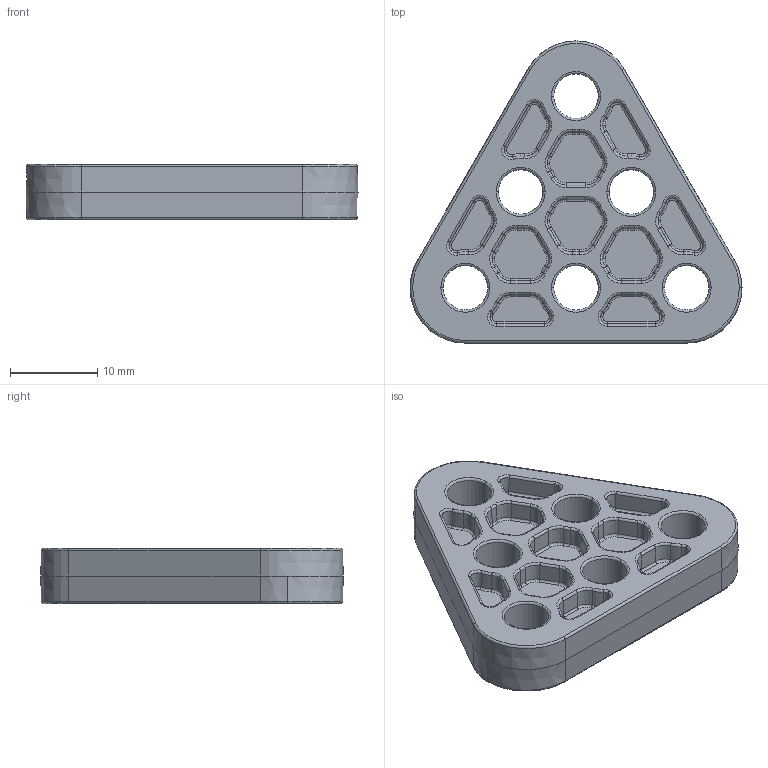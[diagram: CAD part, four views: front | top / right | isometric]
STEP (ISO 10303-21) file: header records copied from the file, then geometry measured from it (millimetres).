
FILE_DESCRIPTION (( 'STEP AP203' ), '1' );
FILE_NAME ('am-5010_060 RoBits Angle Gusset (60°).STEP', '2023-03-24T12:59:43', ( '' ), ( '' ), 'SwSTEP 2.0', 'SolidWorks 2022', '' );
FILE_SCHEMA (( 'CONFIG_CONTROL_DESIGN' ));
Length unit declared in the file: inch
Products named in the file (1): am-5010_060 RoBits Angle Gusset (60°)
Bounding box: 38.1 x 34.7 x 6.35 mm (x, y, z)
Volume: 3682.4 mm3; surface area: 3622.9 mm2
Topology: 1 solids, 1 shells, 722 faces, 1642 edges, 942 vertices
Faces by surface type: torus 360, cone 172, cylinder 114, plane 76
Entity records: 20502 total; most frequent: DIRECTION 4285, CARTESIAN_POINT 3307, ORIENTED_EDGE 3284, AXIS2_PLACEMENT_3D 1920, EDGE_CURVE 1642, CIRCLE 1197, VERTEX_POINT 942, EDGE_LOOP 754
